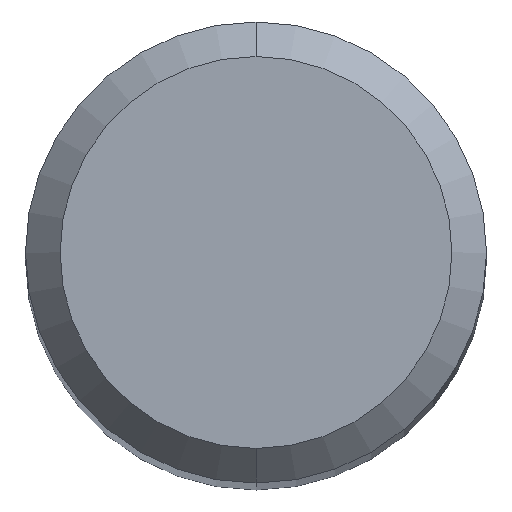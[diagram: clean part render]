
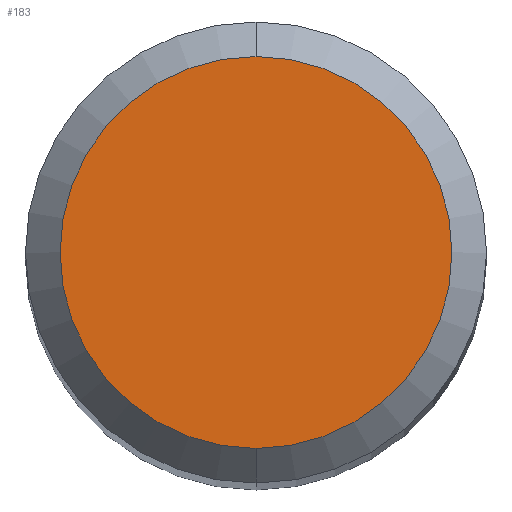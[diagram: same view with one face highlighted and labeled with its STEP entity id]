
A CAD part, top view. The second image highlights one B-rep face of the part: STEP entity #183.
In plain terms, the highlighted planar face has unit normal (0, 0, 1).
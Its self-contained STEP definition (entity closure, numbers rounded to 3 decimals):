
#101=EDGE_CURVE('',#117,#153,#253,.T.);
#117=VERTEX_POINT('',#271);
#153=VERTEX_POINT('',#312);
#157=EDGE_CURVE('',#153,#117,#316,.T.);
#183=ADVANCED_FACE('',(#344),#345,.T.);
#253=CIRCLE('',#414,1.7);
#271=CARTESIAN_POINT('',(0.0,1.7,0.0));
#312=CARTESIAN_POINT('',(0.,-1.7,0.0));
#316=CIRCLE('',#493,1.7);
#344=FACE_OUTER_BOUND('',#535,.T.);
#345=PLANE('',#536);
#414=AXIS2_PLACEMENT_3D('',#609,#610,#611);
#493=AXIS2_PLACEMENT_3D('',#686,#687,#688);
#535=EDGE_LOOP('',(#723,#724));
#536=AXIS2_PLACEMENT_3D('',#725,#726,#727);
#609=CARTESIAN_POINT('',(0.0,0.0,0.0));
#610=DIRECTION('',(0.0,0.0,-1.0));
#611=DIRECTION('',(0.0,1.0,0.0));
#686=CARTESIAN_POINT('',(0.0,0.0,0.0));
#687=DIRECTION('',(0.0,0.0,-1.0));
#688=DIRECTION('',(0.0,1.0,0.0));
#723=ORIENTED_EDGE('',*,*,#101,.F.);
#724=ORIENTED_EDGE('',*,*,#157,.F.);
#725=CARTESIAN_POINT('',(0.0,0.85,0.0));
#726=DIRECTION('',(-0.0,0.0,1.0));
#727=DIRECTION('',(0.0,-1.0,0.0));
